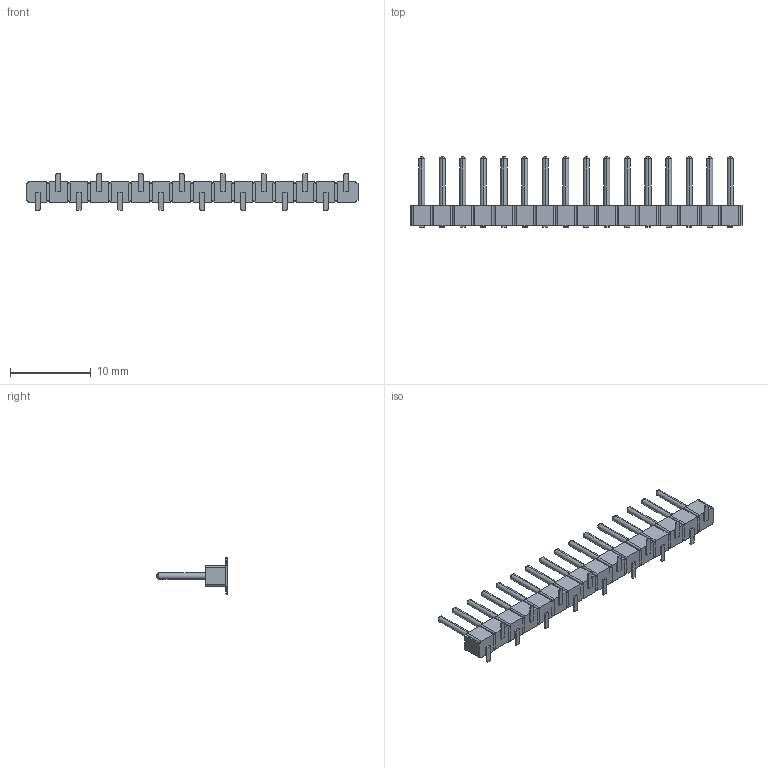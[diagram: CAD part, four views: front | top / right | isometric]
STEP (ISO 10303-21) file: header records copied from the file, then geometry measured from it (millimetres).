
FILE_DESCRIPTION (( 'STEP AP214' ), '1' );
FILE_NAME ('1x16SMD.STEP', '2019-06-16T20:40:52', ( '' ), ( '' ), 'SwSTEP 2.0', 'SolidWorks 2016', '' );
FILE_SCHEMA (( 'AUTOMOTIVE_DESIGN' ));
Length unit declared in the file: millimetre
Products named in the file (2): 1x16SMD; 1x14smd
Assembly tree (16 placements, depth 2):
  1x16SMD
    1x14smd  x16
Bounding box: 41 x 8.73 x 4.52 mm (x, y, z)
Volume: 327.6 mm3; surface area: 897.4 mm2
Topology: 16 solids, 16 shells, 512 faces, 1296 edges, 800 vertices
Faces by surface type: plane 272, cylinder 176, cone 32, sphere 32
Entity records: 1437 total; most frequent: DIRECTION 205, CARTESIAN_POINT 180, ORIENTED_EDGE 158, EDGE_CURVE 79, AXIS2_PLACEMENT_3D 75, VECTOR 55, LINE 55, VERTEX_POINT 50
